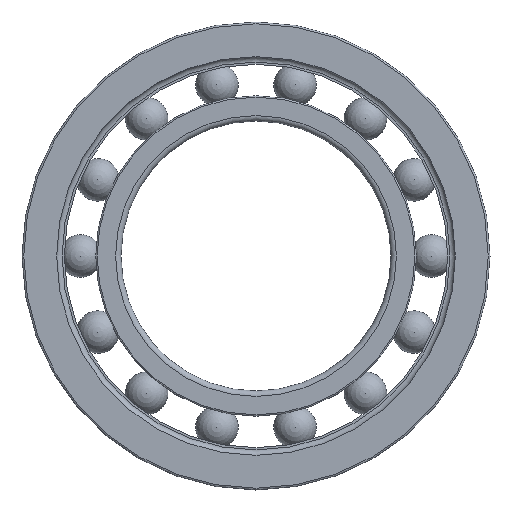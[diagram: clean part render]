
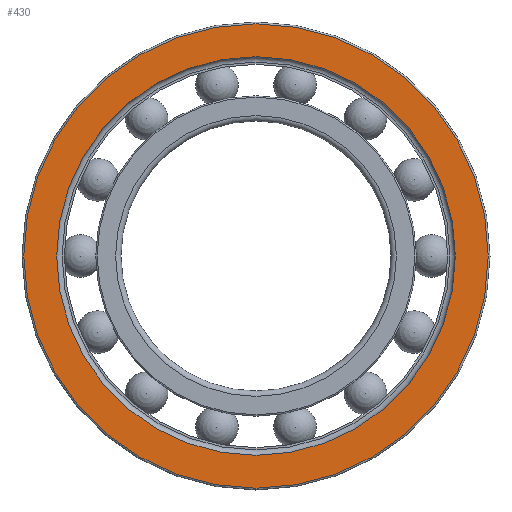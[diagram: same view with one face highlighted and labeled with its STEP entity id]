
A CAD part, left-side view. The second image highlights one B-rep face of the part: STEP entity #430.
In plain terms, the highlighted planar face has unit normal (-1, 0, 0).
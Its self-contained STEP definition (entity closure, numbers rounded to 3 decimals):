
#158=PLANE('',#510);
#185=ORIENTED_EDGE('',*,*,#229,.F.);
#186=ORIENTED_EDGE('',*,*,#227,.T.);
#227=EDGE_CURVE('',#254,#254,#282,.T.);
#229=EDGE_CURVE('',#256,#256,#284,.T.);
#254=VERTEX_POINT('',#777);
#256=VERTEX_POINT('',#782);
#282=CIRCLE('',#508,12.9);
#284=CIRCLE('',#511,11.075);
#321=EDGE_LOOP('',(#185));
#322=EDGE_LOOP('',(#186));
#375=FACE_BOUND('',#321,.T.);
#376=FACE_BOUND('',#322,.T.);
#430=ADVANCED_FACE('',(#375,#376),#158,.F.);
#508=AXIS2_PLACEMENT_3D('',#776,#617,#618);
#510=AXIS2_PLACEMENT_3D('',#780,#621,#622);
#511=AXIS2_PLACEMENT_3D('',#781,#623,#624);
#617=DIRECTION('',(-1.,0.,0.));
#618=DIRECTION('',(0.,0.,1.));
#621=DIRECTION('',(1.,0.,0.));
#622=DIRECTION('',(0.,0.,-1.));
#623=DIRECTION('',(-1.,0.,0.));
#624=DIRECTION('',(0.,0.,1.));
#776=CARTESIAN_POINT('',(0.,0.,0.));
#777=CARTESIAN_POINT('',(0.,0.,12.9));
#780=CARTESIAN_POINT('',(0.,12.9,0.));
#781=CARTESIAN_POINT('',(0.,0.,0.));
#782=CARTESIAN_POINT('',(0.,0.,11.075));
